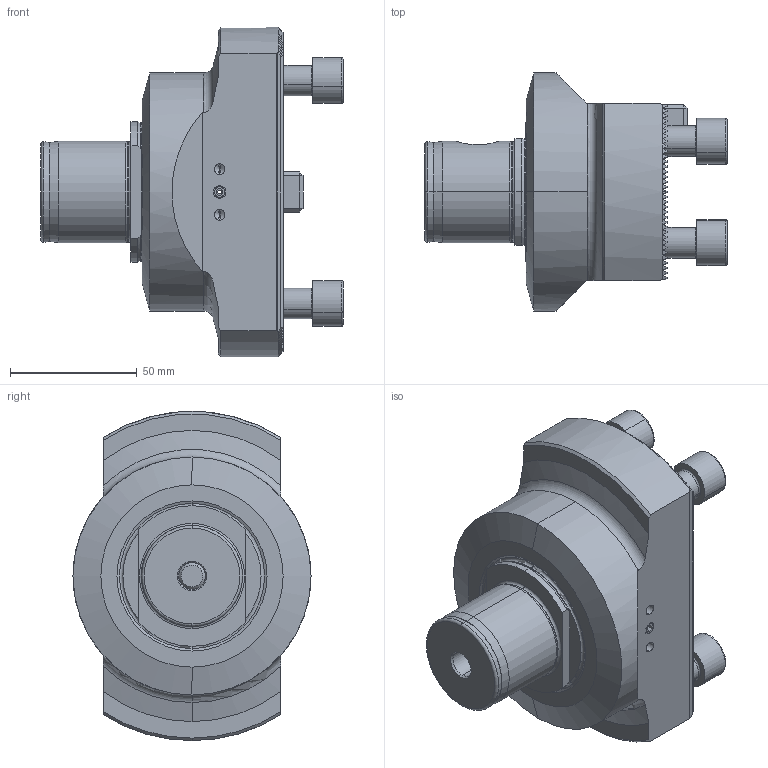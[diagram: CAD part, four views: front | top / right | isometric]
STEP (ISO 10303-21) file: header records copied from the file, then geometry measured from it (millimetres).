
FILE_DESCRIPTION (( 'STEP AP203' ), '1' );
FILE_NAME ('212.720.000.STEP', '2018-03-07T06:42:28', ( 'SWIAdmin' ), ( 'Hewlett-Packard Company' ), 'SwSTEP 2.0', 'SolidWorks 2017', '' );
FILE_SCHEMA (( 'CONFIG_CONTROL_DESIGN' ));
Length unit declared in the file: millimetre
Products named in the file (7): ISO 4762 - M12 x 25; ISO 4026 - M5 x 8_ISO 4026 - M5 x 8; DIN 908 - M12x1.5; 212.720.000; MB7-Ko1.K01.055_C; Ko1-ER1.001.016_A; ISO 4762 - M6 x 16
Assembly tree (10 placements, depth 2):
  212.720.000
    MB7-Ko1.K01.055_C
    Ko1-ER1.001.016_A
    ISO 4762 - M6 x 16
    ISO 4762 - M12 x 25  x4
    ISO 4026 - M5 x 8_ISO 4026 - M5 x 8  x2
    DIN 908 - M12x1.5
Bounding box: 119.28 x 94 x 130 mm (x, y, z)
Volume: 459077.3 mm3; surface area: 69105.1 mm2
Topology: 10 solids, 10 shells, 835 faces, 2246 edges, 1418 vertices
Faces by surface type: plane 479, cylinder 190, cone 121, torus 45
Entity records: 26241 total; most frequent: CARTESIAN_POINT 7715, ORIENTED_EDGE 4004, DIRECTION 3320, EDGE_CURVE 2002, VERTEX_POINT 1295, AXIS2_PLACEMENT_3D 1250, LINE 820, VECTOR 820
